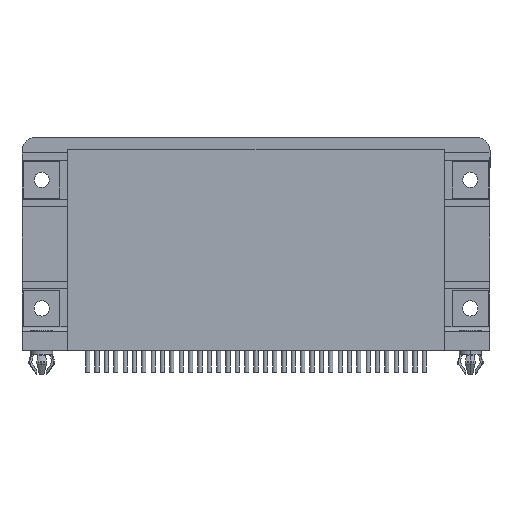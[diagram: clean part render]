
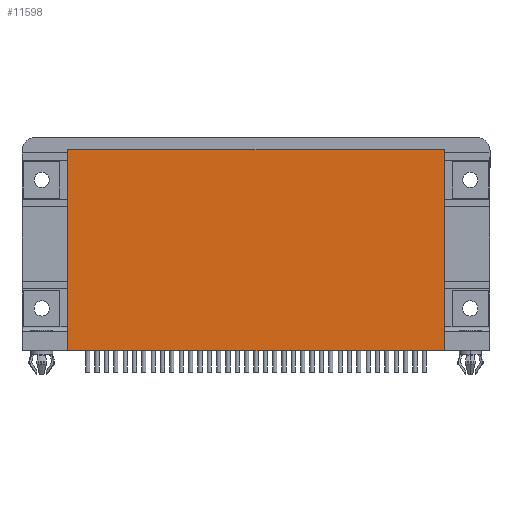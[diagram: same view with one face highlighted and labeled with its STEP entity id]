
A CAD part, front view. The second image highlights one B-rep face of the part: STEP entity #11598.
In plain terms, the highlighted planar face has unit normal (0, -1, 0).
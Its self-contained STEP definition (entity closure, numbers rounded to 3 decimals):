
#4670=CARTESIAN_POINT('',(-27.92,-6.695,0.));
#4671=VERTEX_POINT('',#4670);
#4678=CARTESIAN_POINT('',(-27.92,-6.695,29.8));
#4679=VERTEX_POINT('',#4678);
#4680=CARTESIAN_POINT('',(-27.92,-6.695,0.));
#4681=DIRECTION('',(0.0,0.0,1.0));
#4682=VECTOR('',#4681,29.8);
#4683=LINE('',#4680,#4682);
#4684=EDGE_CURVE('',#4671,#4679,#4683,.T.);
#4993=CARTESIAN_POINT('',(27.92,-6.695,0.));
#4994=VERTEX_POINT('',#4993);
#5001=CARTESIAN_POINT('',(-27.92,-6.695,0.));
#5002=DIRECTION('',(1.0,0.0,0.0));
#5003=VECTOR('',#5002,55.84);
#5004=LINE('',#5001,#5003);
#5005=EDGE_CURVE('',#4671,#4994,#5004,.T.);
#6573=CARTESIAN_POINT('',(27.92,-6.695,29.8));
#6574=VERTEX_POINT('',#6573);
#6581=CARTESIAN_POINT('',(27.92,-6.695,0.));
#6582=DIRECTION('',(0.0,0.0,1.0));
#6583=VECTOR('',#6582,29.8);
#6584=LINE('',#6581,#6583);
#6585=EDGE_CURVE('',#4994,#6574,#6584,.T.);
#11582=CARTESIAN_POINT('',(-30.712,-6.695,-1.49));
#11583=DIRECTION('',(0.0,-1.0,0.0));
#11584=DIRECTION('',(1.0,0.0,0.0));
#11585=AXIS2_PLACEMENT_3D('',#11582,#11583,#11584);
#11586=PLANE('',#11585);
#11587=ORIENTED_EDGE('',*,*,#5005,.T.);
#11588=ORIENTED_EDGE('',*,*,#6585,.T.);
#11589=CARTESIAN_POINT('',(-27.92,-6.695,29.8));
#11590=DIRECTION('',(1.0,0.0,0.0));
#11591=VECTOR('',#11590,55.84);
#11592=LINE('',#11589,#11591);
#11593=EDGE_CURVE('',#4679,#6574,#11592,.T.);
#11594=ORIENTED_EDGE('',*,*,#11593,.F.);
#11595=ORIENTED_EDGE('',*,*,#4684,.F.);
#11596=EDGE_LOOP('',(#11587,#11588,#11594,#11595));
#11597=FACE_OUTER_BOUND('',#11596,.T.);
#11598=ADVANCED_FACE('',(#11597),#11586,.T.);
